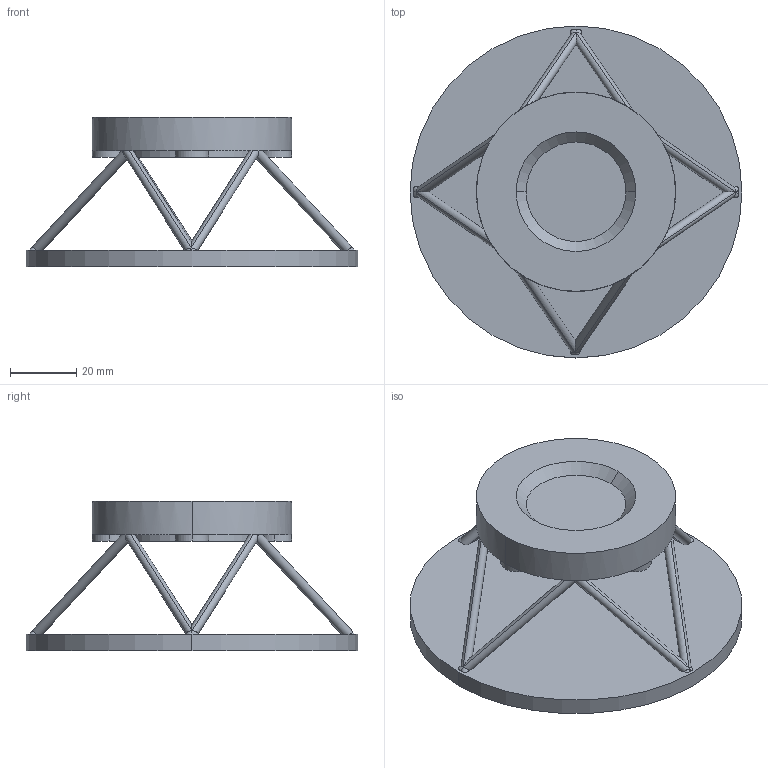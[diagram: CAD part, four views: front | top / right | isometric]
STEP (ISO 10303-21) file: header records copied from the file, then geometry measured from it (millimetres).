
FILE_DESCRIPTION (( 'STEP AP203' ), '1' );
FILE_NAME ('翋极-1.ST', '2025-11-22T11:02:56', ( '' ), ( '' ), 'SwSTEP 2.0', 'SolidWorks 2024', '' );
FILE_SCHEMA (( 'CONFIG_CONTROL_DESIGN' ));
Length unit declared in the file: millimetre
Products named in the file (1): 主体-1
Bounding box: 100 x 100 x 45 mm (x, y, z)
Volume: 68476.9 mm3; surface area: 29688.5 mm2
Topology: 1 solids, 1 shells, 117 faces, 279 edges, 177 vertices
Faces by surface type: cylinder 87, plane 28, cone 2
Entity records: 3519 total; most frequent: CARTESIAN_POINT 893, ORIENTED_EDGE 558, DIRECTION 523, EDGE_CURVE 279, AXIS2_PLACEMENT_3D 223, VERTEX_POINT 177, EDGE_LOOP 144, FACE_OUTER_BOUND 117
